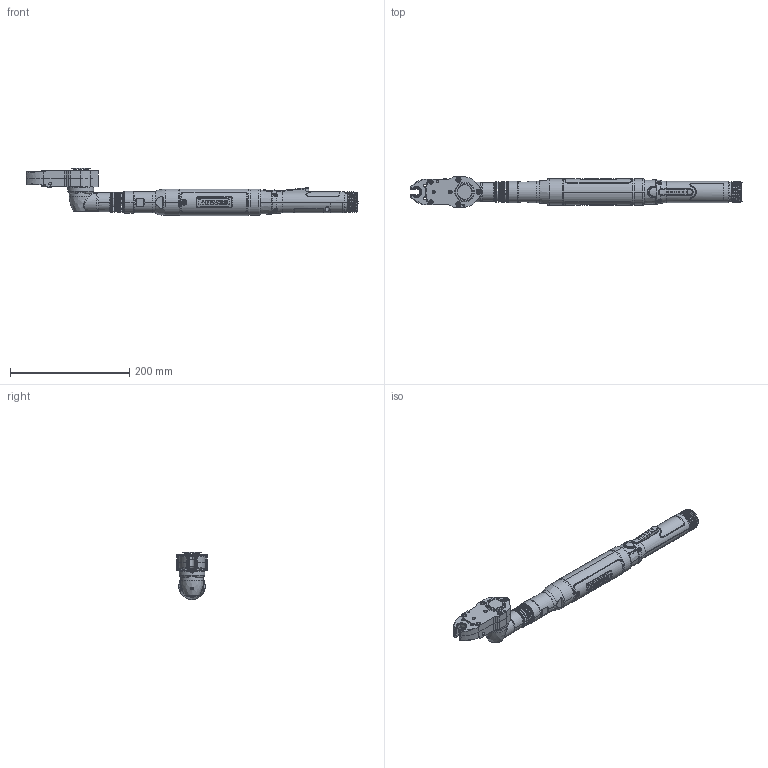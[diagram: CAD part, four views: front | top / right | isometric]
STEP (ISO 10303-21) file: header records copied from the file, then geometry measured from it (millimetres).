
FILE_DESCRIPTION((''),'2;1');
FILE_NAME('EB33LT375-41','2012-02-13T',('MAM0508'),(''),'PRO/ENGINEER BY PARAMETRIC TECHNOLOGY CORPORATION, 2010430','PRO/ENGINEER BY PARAMETRIC TECHNOLOGY CORPORATION, 2010430','');
FILE_SCHEMA(('CONFIG_CONTROL_DESIGN'));
Products named in the file (1): EB33LT375-41
Bounding box: 557.76 x 50.8 x 79.11 mm (x, y, z)
Surface area: 116629 mm2 (no closed solid volume)
Topology: 0 solids, 161 shells, 963 faces, 4959 edges, 4010 vertices
Faces by surface type: cylinder 341, plane 215, bspline 147, cone 129, torus 106, extrusion 22, sphere 3
Entity records: 67159 total; most frequent: CARTESIAN_POINT 33722, ORIENTED_EDGE 6362, DIRECTION 5526, EDGE_CURVE 4954, VERTEX_POINT 4010, B_SPLINE_CURVE_WITH_KNOTS 2297, AXIS2_PLACEMENT_3D 2031, VECTOR 1464
